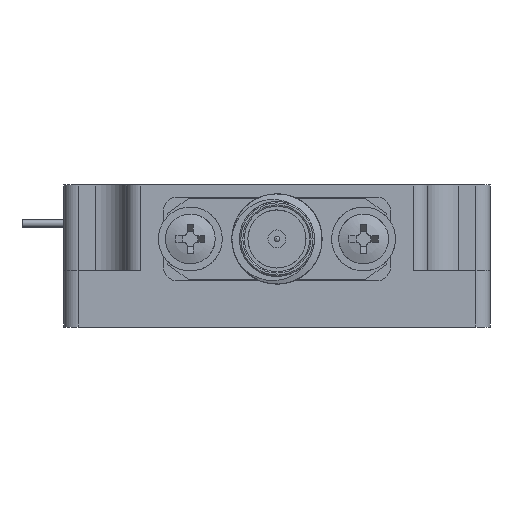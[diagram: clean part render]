
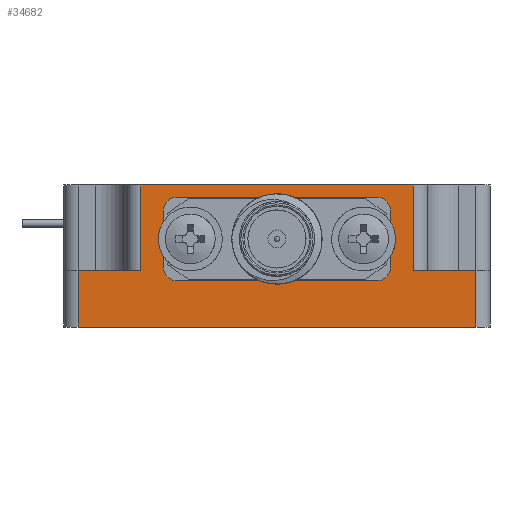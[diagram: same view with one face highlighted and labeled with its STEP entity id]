
A CAD part, left-side view. The second image highlights one B-rep face of the part: STEP entity #34682.
In plain terms, the highlighted planar face has unit normal (-1, 0, 0).
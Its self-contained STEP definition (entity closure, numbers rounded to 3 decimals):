
#46 = EDGE_CURVE ( 'NONE', #2806, #2123, #4782, .T. ) ;
#121 = VERTEX_POINT ( 'NONE', #21800 ) ;
#176 = DIRECTION ( 'NONE',  ( 0., 0., -1. ) ) ;
#180 = CARTESIAN_POINT ( 'NONE',  ( 0., 29., 0. ) ) ;
#269 = VERTEX_POINT ( 'NONE', #12285 ) ;
#574 = DIRECTION ( 'NONE',  ( 0., 0., 1. ) ) ;
#745 = VECTOR ( 'NONE', #33061, 1000. ) ;
#1243 = EDGE_CURVE ( 'NONE', #11470, #18457, #29013, .T. ) ;
#1319 = AXIS2_PLACEMENT_3D ( 'NONE', #10918, #33974, #37454 ) ;
#1642 = ORIENTED_EDGE ( 'NONE', *, *, #25648, .F. ) ;
#2123 = VERTEX_POINT ( 'NONE', #25098 ) ;
#2806 = VERTEX_POINT ( 'NONE', #7831 ) ;
#3483 = CARTESIAN_POINT ( 'NONE',  ( 0., 24.6, 0. ) ) ;
#3723 = CARTESIAN_POINT ( 'NONE',  ( 0., 22., -5.75 ) ) ;
#3863 = DIRECTION ( 'NONE',  ( 0., 0., -1. ) ) ;
#3898 = CARTESIAN_POINT ( 'NONE',  ( 0., 8., -6.75 ) ) ;
#4188 = CARTESIAN_POINT ( 'NONE',  ( 0., 4.4, -6. ) ) ;
#4782 = LINE ( 'NONE', #16560, #10555 ) ;
#5391 = LINE ( 'NONE', #17747, #27055 ) ;
#5555 = VECTOR ( 'NONE', #32760, 1000. ) ;
#5936 = VERTEX_POINT ( 'NONE', #24086 ) ;
#6111 = VERTEX_POINT ( 'NONE', #35263 ) ;
#6208 = EDGE_CURVE ( 'NONE', #269, #32150, #31524, .T. ) ;
#6692 = CARTESIAN_POINT ( 'NONE',  ( 0., 22., -6.75 ) ) ;
#7163 = DIRECTION ( 'NONE',  ( 0., 1., 0. ) ) ;
#7831 = CARTESIAN_POINT ( 'NONE',  ( 0., 7., -5.75 ) ) ;
#8670 = EDGE_CURVE ( 'NONE', #22216, #269, #32046, .T. ) ;
#8828 = CARTESIAN_POINT ( 'NONE',  ( 0., 1., -6. ) ) ;
#9311 = EDGE_CURVE ( 'NONE', #20485, #16159, #5391, .T. ) ;
#9809 = DIRECTION ( 'NONE',  ( 0., 1., 0. ) ) ;
#10555 = VECTOR ( 'NONE', #19094, 1000. ) ;
#10585 = VECTOR ( 'NONE', #176, 1000. ) ;
#10625 = ORIENTED_EDGE ( 'NONE', *, *, #30400, .F. ) ;
#10765 = ORIENTED_EDGE ( 'NONE', *, *, #8670, .F. ) ;
#10798 = LINE ( 'NONE', #13505, #31423 ) ;
#10918 = CARTESIAN_POINT ( 'NONE',  ( 0., 8., -5.75 ) ) ;
#11037 = VERTEX_POINT ( 'NONE', #15532 ) ;
#11213 = CARTESIAN_POINT ( 'NONE',  ( 0., 22., -1.85 ) ) ;
#11415 = LINE ( 'NONE', #23219, #35716 ) ;
#11470 = VERTEX_POINT ( 'NONE', #13546 ) ;
#11860 = LINE ( 'NONE', #20943, #5555 ) ;
#11904 = CIRCLE ( 'NONE', #16229, 1. ) ;
#12137 = FACE_BOUND ( 'NONE', #26575, .T. ) ;
#12285 = CARTESIAN_POINT ( 'NONE',  ( 0., 23., -5.75 ) ) ;
#12475 = ORIENTED_EDGE ( 'NONE', *, *, #1243, .T. ) ;
#12590 = VECTOR ( 'NONE', #7163, 1000. ) ;
#13068 = VECTOR ( 'NONE', #35870, 1000. ) ;
#13070 = EDGE_CURVE ( 'NONE', #11470, #121, #11860, .T. ) ;
#13376 = LINE ( 'NONE', #27923, #37911 ) ;
#13505 = CARTESIAN_POINT ( 'NONE',  ( 0., 24.6, 0. ) ) ;
#13546 = CARTESIAN_POINT ( 'NONE',  ( 0., 29., -6. ) ) ;
#15175 = DIRECTION ( 'NONE',  ( 0., -1., 0. ) ) ;
#15303 = DIRECTION ( 'NONE',  ( 0., 0., -1. ) ) ;
#15532 = CARTESIAN_POINT ( 'NONE',  ( 0., 1., -10. ) ) ;
#16035 = CIRCLE ( 'NONE', #37698, 1. ) ;
#16126 = EDGE_CURVE ( 'NONE', #17283, #17992, #24697, .T. ) ;
#16159 = VERTEX_POINT ( 'NONE', #19645 ) ;
#16229 = AXIS2_PLACEMENT_3D ( 'NONE', #11213, #38104, #26505 ) ;
#16560 = CARTESIAN_POINT ( 'NONE',  ( 0., 7., -5.75 ) ) ;
#17283 = VERTEX_POINT ( 'NONE', #23898 ) ;
#17508 = DIRECTION ( 'NONE',  ( 0., 0., -1. ) ) ;
#17747 = CARTESIAN_POINT ( 'NONE',  ( 0., 29., 0. ) ) ;
#17760 = LINE ( 'NONE', #26703, #745 ) ;
#17992 = VERTEX_POINT ( 'NONE', #8828 ) ;
#18457 = VERTEX_POINT ( 'NONE', #33263 ) ;
#18614 = DIRECTION ( 'NONE',  ( -1., 0., 0. ) ) ;
#19094 = DIRECTION ( 'NONE',  ( 0., 0., 1. ) ) ;
#19278 = DIRECTION ( 'NONE',  ( 0., -1., 0. ) ) ;
#19645 = CARTESIAN_POINT ( 'NONE',  ( 0., 5.4, 0. ) ) ;
#20466 = EDGE_CURVE ( 'NONE', #17992, #11037, #11415, .T. ) ;
#20485 = VERTEX_POINT ( 'NONE', #3483 ) ;
#20669 = EDGE_CURVE ( 'NONE', #20485, #121, #10798, .T. ) ;
#20943 = CARTESIAN_POINT ( 'NONE',  ( 0., 29., -6. ) ) ;
#21519 = VECTOR ( 'NONE', #19278, 1000. ) ;
#21800 = CARTESIAN_POINT ( 'NONE',  ( 0., 24.6, -6. ) ) ;
#22216 = VERTEX_POINT ( 'NONE', #31502 ) ;
#22304 = CIRCLE ( 'NONE', #1319, 1. ) ;
#22600 = ORIENTED_EDGE ( 'NONE', *, *, #13070, .F. ) ;
#23034 = VERTEX_POINT ( 'NONE', #3898 ) ;
#23200 = AXIS2_PLACEMENT_3D ( 'NONE', #180, #23953, #9809 ) ;
#23219 = CARTESIAN_POINT ( 'NONE',  ( 0., 1., 0. ) ) ;
#23440 = EDGE_CURVE ( 'NONE', #2123, #6111, #16035, .T. ) ;
#23898 = CARTESIAN_POINT ( 'NONE',  ( 0., 5.4, -6. ) ) ;
#23953 = DIRECTION ( 'NONE',  ( 1., 0., 0. ) ) ;
#24072 = LINE ( 'NONE', #24270, #13068 ) ;
#24086 = CARTESIAN_POINT ( 'NONE',  ( 0., 22., -0.85 ) ) ;
#24270 = CARTESIAN_POINT ( 'NONE',  ( 0., 5.4, 0. ) ) ;
#24697 = LINE ( 'NONE', #4188, #21519 ) ;
#24744 = ORIENTED_EDGE ( 'NONE', *, *, #29435, .T. ) ;
#25098 = CARTESIAN_POINT ( 'NONE',  ( 0., 7., -1.85 ) ) ;
#25517 = ORIENTED_EDGE ( 'NONE', *, *, #16126, .F. ) ;
#25648 = EDGE_CURVE ( 'NONE', #23034, #2806, #22304, .T. ) ;
#25930 = EDGE_CURVE ( 'NONE', #17283, #16159, #24072, .T. ) ;
#26505 = DIRECTION ( 'NONE',  ( 0., 0., 1. ) ) ;
#26575 = EDGE_LOOP ( 'NONE', ( #36327, #36975, #27000, #1642, #29853, #27009, #10765, #10625 ) ) ;
#26676 = VECTOR ( 'NONE', #17508, 1000. ) ;
#26703 = CARTESIAN_POINT ( 'NONE',  ( 0., 29., -10. ) ) ;
#27000 = ORIENTED_EDGE ( 'NONE', *, *, #46, .F. ) ;
#27009 = ORIENTED_EDGE ( 'NONE', *, *, #6208, .F. ) ;
#27055 = VECTOR ( 'NONE', #29780, 1000. ) ;
#27056 = PLANE ( 'NONE',  #23200 ) ;
#27080 = CARTESIAN_POINT ( 'NONE',  ( 0., 8., -1.85 ) ) ;
#27503 = CARTESIAN_POINT ( 'NONE',  ( 0., 22., -0.85 ) ) ;
#27923 = CARTESIAN_POINT ( 'NONE',  ( 0., 22., -6.75 ) ) ;
#28286 = ORIENTED_EDGE ( 'NONE', *, *, #20466, .F. ) ;
#29013 = LINE ( 'NONE', #34417, #10585 ) ;
#29435 = EDGE_CURVE ( 'NONE', #18457, #11037, #17760, .T. ) ;
#29780 = DIRECTION ( 'NONE',  ( 0., -1., 0. ) ) ;
#29853 = ORIENTED_EDGE ( 'NONE', *, *, #30851, .F. ) ;
#30400 = EDGE_CURVE ( 'NONE', #5936, #22216, #11904, .T. ) ;
#30851 = EDGE_CURVE ( 'NONE', #32150, #23034, #13376, .T. ) ;
#31423 = VECTOR ( 'NONE', #37515, 1000. ) ;
#31502 = CARTESIAN_POINT ( 'NONE',  ( 0., 23., -1.85 ) ) ;
#31524 = CIRCLE ( 'NONE', #34007, 1. ) ;
#31927 = ORIENTED_EDGE ( 'NONE', *, *, #25930, .T. ) ;
#32046 = LINE ( 'NONE', #35322, #26676 ) ;
#32117 = ORIENTED_EDGE ( 'NONE', *, *, #20669, .T. ) ;
#32150 = VERTEX_POINT ( 'NONE', #6692 ) ;
#32760 = DIRECTION ( 'NONE',  ( 0., -1., 0. ) ) ;
#32782 = EDGE_CURVE ( 'NONE', #6111, #5936, #33674, .T. ) ;
#33061 = DIRECTION ( 'NONE',  ( 0., -1., 0. ) ) ;
#33073 = DIRECTION ( 'NONE',  ( -1., 0., 0. ) ) ;
#33263 = CARTESIAN_POINT ( 'NONE',  ( 0., 29., -10. ) ) ;
#33674 = LINE ( 'NONE', #27503, #12590 ) ;
#33974 = DIRECTION ( 'NONE',  ( -1., 0., 0. ) ) ;
#34007 = AXIS2_PLACEMENT_3D ( 'NONE', #3723, #18614, #15303 ) ;
#34417 = CARTESIAN_POINT ( 'NONE',  ( 0., 29., 0. ) ) ;
#34682 = ADVANCED_FACE ( 'NONE', ( #36323, #12137 ), #27056, .F. ) ;
#34684 = ORIENTED_EDGE ( 'NONE', *, *, #9311, .F. ) ;
#35263 = CARTESIAN_POINT ( 'NONE',  ( 0., 8., -0.85 ) ) ;
#35322 = CARTESIAN_POINT ( 'NONE',  ( 0., 23., -5.75 ) ) ;
#35716 = VECTOR ( 'NONE', #3863, 1000. ) ;
#35846 = EDGE_LOOP ( 'NONE', ( #25517, #31927, #34684, #32117, #22600, #12475, #24744, #28286 ) ) ;
#35870 = DIRECTION ( 'NONE',  ( 0., 0., 1. ) ) ;
#36323 = FACE_OUTER_BOUND ( 'NONE', #35846, .T. ) ;
#36327 = ORIENTED_EDGE ( 'NONE', *, *, #32782, .F. ) ;
#36975 = ORIENTED_EDGE ( 'NONE', *, *, #23440, .F. ) ;
#37454 = DIRECTION ( 'NONE',  ( 0., 0., -1. ) ) ;
#37515 = DIRECTION ( 'NONE',  ( 0., 0., -1. ) ) ;
#37698 = AXIS2_PLACEMENT_3D ( 'NONE', #27080, #33073, #574 ) ;
#37911 = VECTOR ( 'NONE', #15175, 1000. ) ;
#38104 = DIRECTION ( 'NONE',  ( -1., 0., 0. ) ) ;
